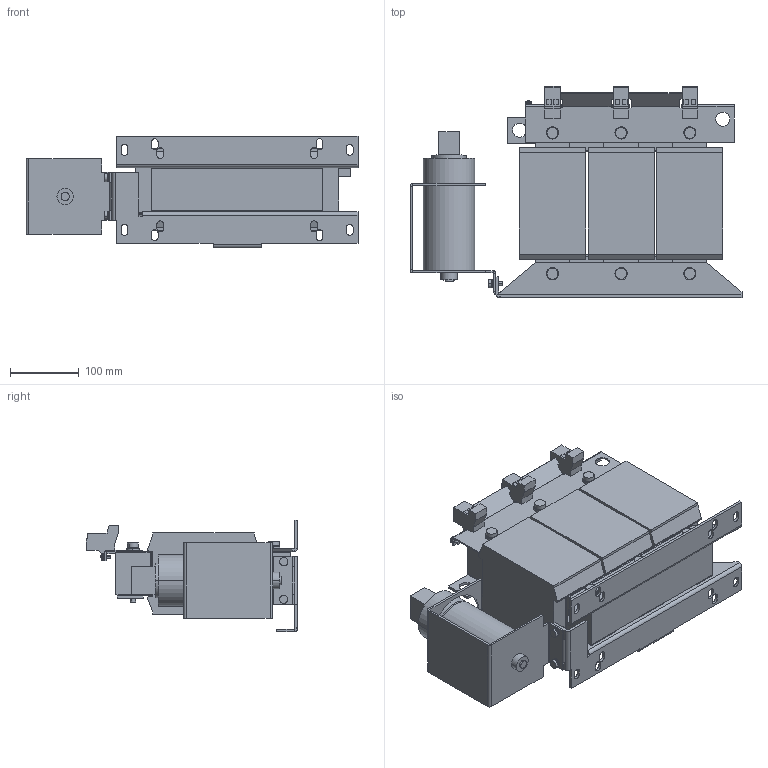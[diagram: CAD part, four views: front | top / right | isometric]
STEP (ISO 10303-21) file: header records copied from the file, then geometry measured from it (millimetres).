
FILE_DESCRIPTION (( 'STEP AP214' ), '1' );
FILE_NAME ('349347.STEP', '2021-04-22T06:06:42', ( '' ), ( '' ), 'SwSTEP 2.0', 'SolidWorks 2018', '' );
FILE_SCHEMA (( 'AUTOMOTIVE_DESIGN' ));
Length unit declared in the file: millimetre
Products named in the file (1): 349347
Bounding box: 483.5 x 307.3 x 163 mm (x, y, z)
Volume: 8221860 mm3; surface area: 662733.2 mm2
Topology: 1 solids, 1 shells, 692 faces, 1789 edges, 1136 vertices
Faces by surface type: plane 514, cylinder 174, torus 2, sphere 2
Entity records: 20909 total; most frequent: CARTESIAN_POINT 3618, ORIENTED_EDGE 3578, DIRECTION 3537, EDGE_CURVE 1789, VECTOR 1427, LINE 1427, VERTEX_POINT 1136, AXIS2_PLACEMENT_3D 1055
